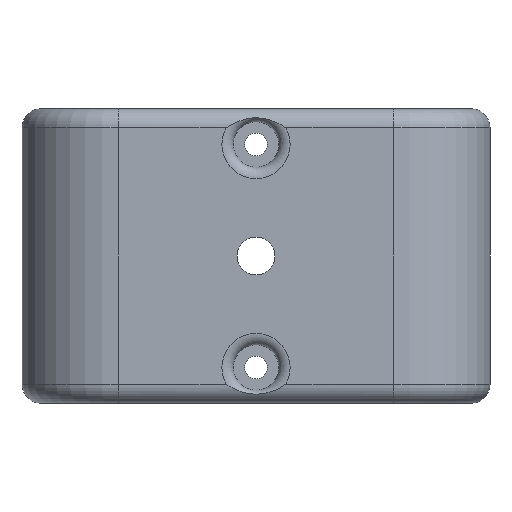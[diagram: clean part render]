
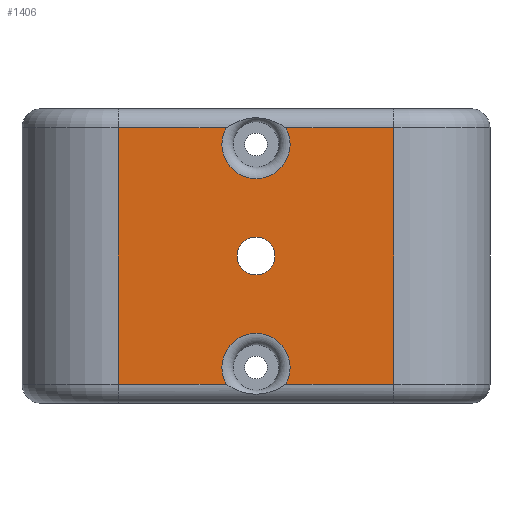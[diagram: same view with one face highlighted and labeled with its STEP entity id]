
A CAD part, front view. The second image highlights one B-rep face of the part: STEP entity #1406.
In plain terms, the highlighted planar face has unit normal (0, -1, 0).
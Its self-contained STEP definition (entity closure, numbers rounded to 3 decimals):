
#27=FACE_BOUND('',#442,.T.);
#41=PLANE('',#1521);
#81=LINE('',#2173,#202);
#83=LINE('',#2177,#204);
#94=LINE('',#2223,#215);
#95=LINE('',#2225,#216);
#96=LINE('',#2231,#217);
#97=LINE('',#2232,#218);
#202=VECTOR('',#1681,10.);
#204=VECTOR('',#1685,10.);
#215=VECTOR('',#1734,10.);
#216=VECTOR('',#1735,10.);
#217=VECTOR('',#1740,10.);
#218=VECTOR('',#1741,10.);
#359=FACE_OUTER_BOUND('',#441,.T.);
#441=EDGE_LOOP('',(#1005,#1006,#1007,#1008,#1009,#1010,#1011,#1012,#1013));
#442=EDGE_LOOP('',(#1014));
#537=CIRCLE('',#1513,4.5);
#543=CIRCLE('',#1522,4.5);
#544=CIRCLE('',#1523,4.5);
#545=CIRCLE('',#1524,2.5);
#609=VERTEX_POINT('',#2137);
#611=VERTEX_POINT('',#2143);
#613=VERTEX_POINT('',#2159);
#614=VERTEX_POINT('',#2172);
#631=VERTEX_POINT('',#2222);
#632=VERTEX_POINT('',#2224);
#633=VERTEX_POINT('',#2226);
#634=VERTEX_POINT('',#2228);
#635=VERTEX_POINT('',#2230);
#636=VERTEX_POINT('',#2233);
#751=EDGE_CURVE('',#613,#614,#81,.T.);
#754=EDGE_CURVE('',#609,#611,#83,.T.);
#767=EDGE_CURVE('',#611,#613,#537,.T.);
#777=EDGE_CURVE('',#609,#631,#94,.T.);
#778=EDGE_CURVE('',#632,#631,#95,.T.);
#779=EDGE_CURVE('',#633,#632,#543,.T.);
#780=EDGE_CURVE('',#634,#633,#544,.T.);
#781=EDGE_CURVE('',#635,#634,#96,.T.);
#782=EDGE_CURVE('',#614,#635,#97,.T.);
#783=EDGE_CURVE('',#636,#636,#545,.T.);
#1005=ORIENTED_EDGE('',*,*,#754,.F.);
#1006=ORIENTED_EDGE('',*,*,#777,.T.);
#1007=ORIENTED_EDGE('',*,*,#778,.F.);
#1008=ORIENTED_EDGE('',*,*,#779,.F.);
#1009=ORIENTED_EDGE('',*,*,#780,.F.);
#1010=ORIENTED_EDGE('',*,*,#781,.F.);
#1011=ORIENTED_EDGE('',*,*,#782,.F.);
#1012=ORIENTED_EDGE('',*,*,#751,.F.);
#1013=ORIENTED_EDGE('',*,*,#767,.F.);
#1014=ORIENTED_EDGE('',*,*,#783,.T.);
#1406=ADVANCED_FACE('',(#359,#27),#41,.T.);
#1513=AXIS2_PLACEMENT_3D('',#2203,#1712,#1713);
#1521=AXIS2_PLACEMENT_3D('',#2221,#1732,#1733);
#1522=AXIS2_PLACEMENT_3D('',#2227,#1736,#1737);
#1523=AXIS2_PLACEMENT_3D('',#2229,#1738,#1739);
#1524=AXIS2_PLACEMENT_3D('',#2234,#1742,#1743);
#1681=DIRECTION('',(-1.,0.,0.));
#1685=DIRECTION('',(-1.,0.,0.));
#1712=DIRECTION('center_axis',(0.,-1.,0.));
#1713=DIRECTION('ref_axis',(1.,0.,0.));
#1732=DIRECTION('center_axis',(0.,-1.,0.));
#1733=DIRECTION('ref_axis',(1.,0.,0.));
#1734=DIRECTION('',(0.,0.,1.));
#1735=DIRECTION('',(1.,0.,0.));
#1736=DIRECTION('center_axis',(0.,-1.,0.));
#1737=DIRECTION('ref_axis',(1.,0.,0.));
#1738=DIRECTION('center_axis',(0.,-1.,0.));
#1739=DIRECTION('ref_axis',(1.,0.,0.));
#1740=DIRECTION('',(1.,0.,0.));
#1741=DIRECTION('',(0.,0.,1.));
#1742=DIRECTION('center_axis',(0.,1.,0.));
#1743=DIRECTION('ref_axis',(1.,0.,0.));
#2137=CARTESIAN_POINT('',(-90.714,-12.7,45.5));
#2143=CARTESIAN_POINT('',(-104.932,-12.7,45.5));
#2159=CARTESIAN_POINT('',(-112.783,-12.7,45.5));
#2172=CARTESIAN_POINT('',(-127.,-12.7,45.5));
#2173=CARTESIAN_POINT('',(-117.929,-12.7,45.5));
#2177=CARTESIAN_POINT('',(-117.929,-12.7,45.5));
#2203=CARTESIAN_POINT('Origin',(-108.857,-12.7,47.7));
#2221=CARTESIAN_POINT('Origin',(-127.,-12.7,17.4));
#2222=CARTESIAN_POINT('',(-90.714,-12.7,79.3));
#2223=CARTESIAN_POINT('',(-90.714,-12.7,17.4));
#2224=CARTESIAN_POINT('',(-104.932,-12.7,79.3));
#2225=CARTESIAN_POINT('',(-63.5,-12.7,79.3));
#2226=CARTESIAN_POINT('',(-108.857,-12.7,72.6));
#2227=CARTESIAN_POINT('Origin',(-108.857,-12.7,77.1));
#2228=CARTESIAN_POINT('',(-112.783,-12.7,79.3));
#2229=CARTESIAN_POINT('Origin',(-108.857,-12.7,77.1));
#2230=CARTESIAN_POINT('',(-127.,-12.7,79.3));
#2231=CARTESIAN_POINT('',(-63.5,-12.7,79.3));
#2232=CARTESIAN_POINT('',(-127.,-12.7,17.4));
#2233=CARTESIAN_POINT('',(-111.357,-12.7,62.4));
#2234=CARTESIAN_POINT('Origin',(-108.857,-12.7,62.4));
